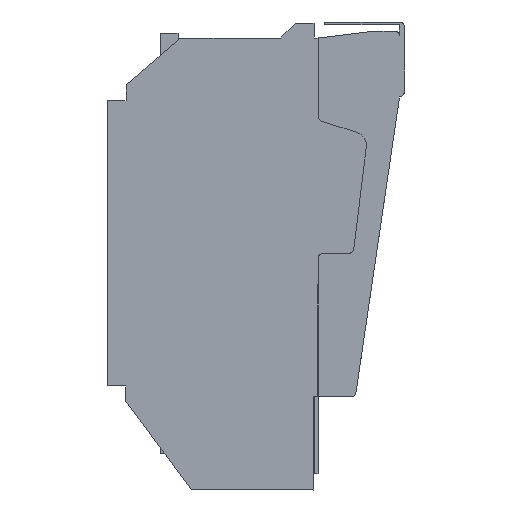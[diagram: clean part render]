
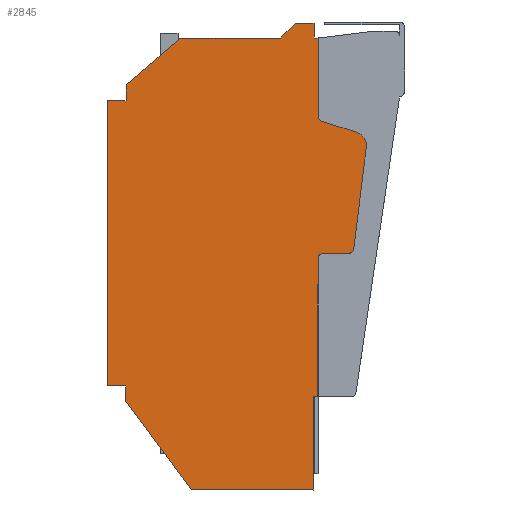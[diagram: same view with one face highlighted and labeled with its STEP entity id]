
A CAD part, front view. The second image highlights one B-rep face of the part: STEP entity #2845.
In plain terms, the highlighted planar face has unit normal (0, -1, 0).
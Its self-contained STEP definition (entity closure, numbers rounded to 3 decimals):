
#143=DIRECTION('',(0.,0.,-1.));
#144=VECTOR('',#143,103.5);
#145=CARTESIAN_POINT('',(158.,-54.,-11.5));
#146=LINE('',#145,#144);
#186=CARTESIAN_POINT('',(162.,-54.,-11.5));
#187=DIRECTION('',(0.,-1.,0.));
#188=DIRECTION('',(0.,0.,1.));
#189=AXIS2_PLACEMENT_3D('',#186,#187,#188);
#652=DIRECTION('',(-1.,0.,0.));
#653=VECTOR('',#652,3.);
#654=CARTESIAN_POINT('',(158.,-54.,-115.));
#655=LINE('',#654,#653);
#789=DIRECTION('',(1.,0.,0.));
#790=VECTOR('',#789,14.);
#791=CARTESIAN_POINT('',(0.,-54.,-107.));
#792=LINE('',#791,#790);
#911=DIRECTION('',(0.,0.,-1.));
#912=VECTOR('',#911,214.);
#913=CARTESIAN_POINT('',(0.,-54.,107.));
#914=LINE('',#913,#912);
#1194=DIRECTION('',(-1.,0.,0.));
#1195=VECTOR('',#1194,14.);
#1196=CARTESIAN_POINT('',(14.,-54.,107.));
#1197=LINE('',#1196,#1195);
#1373=DIRECTION('',(0.,0.,-1.));
#1374=VECTOR('',#1373,58.5);
#1375=CARTESIAN_POINT('',(158.,-54.,154.));
#1376=LINE('',#1375,#1374);
#1409=CARTESIAN_POINT('',(162.,-54.,95.5));
#1410=DIRECTION('',(0.,-1.,0.));
#1411=DIRECTION('',(-1.,0.,0.));
#1412=AXIS2_PLACEMENT_3D('',#1409,#1410,#1411);
#1431=DIRECTION('',(-0.951,0.,0.309));
#1432=VECTOR('',#1431,27.996);
#1433=CARTESIAN_POINT('',(187.39,-54.,83.044));
#1434=LINE('',#1433,#1432);
#1453=CARTESIAN_POINT('',(184.3,-54.,73.534));
#1454=DIRECTION('',(0.,-1.,0.));
#1455=DIRECTION('',(0.993,0.,-0.122));
#1456=AXIS2_PLACEMENT_3D('',#1453,#1454,#1455);
#1475=DIRECTION('',(0.122,0.,0.993));
#1476=VECTOR('',#1475,76.876);
#1477=CARTESIAN_POINT('',(184.857,-54.,-3.987));
#1478=LINE('',#1477,#1476);
#1497=CARTESIAN_POINT('',(180.886,-54.,-3.5));
#1498=DIRECTION('',(0.,-1.,0.));
#1499=DIRECTION('',(0.,0.,-1.));
#1500=AXIS2_PLACEMENT_3D('',#1497,#1498,#1499);
#1519=DIRECTION('',(1.,0.,0.));
#1520=VECTOR('',#1519,18.886);
#1521=CARTESIAN_POINT('',(162.,-54.,-7.5));
#1522=LINE('',#1521,#1520);
#1526=DIRECTION('',(1.,0.,0.));
#1527=VECTOR('',#1526,3.);
#1528=CARTESIAN_POINT('',(155.,-54.,154.));
#1529=LINE('',#1528,#1527);
#1563=DIRECTION('',(0.,0.,-1.));
#1564=VECTOR('',#1563,11.);
#1565=CARTESIAN_POINT('',(155.,-54.,165.));
#1566=LINE('',#1565,#1564);
#1607=DIRECTION('',(1.,0.,0.));
#1608=VECTOR('',#1607,14.);
#1609=CARTESIAN_POINT('',(141.,-54.,165.));
#1610=LINE('',#1609,#1608);
#1628=DIRECTION('',(0.707,0.,0.707));
#1629=VECTOR('',#1628,15.556);
#1630=CARTESIAN_POINT('',(130.,-54.,154.));
#1631=LINE('',#1630,#1629);
#1649=DIRECTION('',(1.,0.,0.));
#1650=VECTOR('',#1649,75.);
#1651=CARTESIAN_POINT('',(55.,-54.,154.));
#1652=LINE('',#1651,#1650);
#1670=DIRECTION('',(0.761,0.,0.649));
#1671=VECTOR('',#1670,53.907);
#1672=CARTESIAN_POINT('',(14.,-54.,119.));
#1673=LINE('',#1672,#1671);
#1684=DIRECTION('',(0.,0.,1.));
#1685=VECTOR('',#1684,12.);
#1686=CARTESIAN_POINT('',(14.,-54.,107.));
#1687=LINE('',#1686,#1685);
#1817=DIRECTION('',(0.,0.,1.));
#1818=VECTOR('',#1817,12.);
#1819=CARTESIAN_POINT('',(14.,-54.,-119.));
#1820=LINE('',#1819,#1818);
#1838=DIRECTION('',(-0.596,0.,0.803));
#1839=VECTOR('',#1838,82.201);
#1840=CARTESIAN_POINT('',(63.,-54.,-185.));
#1841=LINE('',#1840,#1839);
#1852=DIRECTION('',(-1.,0.,0.));
#1853=VECTOR('',#1852,92.);
#1854=CARTESIAN_POINT('',(155.,-54.,-185.));
#1855=LINE('',#1854,#1853);
#1875=DIRECTION('',(0.,0.,-1.));
#1876=VECTOR('',#1875,70.);
#1877=CARTESIAN_POINT('',(155.,-54.,-115.));
#1878=LINE('',#1877,#1876);
#2219=CARTESIAN_POINT('',(158.,-54.,-11.5));
#2220=CARTESIAN_POINT('',(158.,-54.,-115.));
#2221=VERTEX_POINT('',#2219);
#2222=VERTEX_POINT('',#2220);
#2225=CARTESIAN_POINT('',(162.,-54.,-7.5));
#2226=VERTEX_POINT('',#2225);
#2229=CARTESIAN_POINT('',(155.,-54.,-115.));
#2230=VERTEX_POINT('',#2229);
#2235=CARTESIAN_POINT('',(0.,-54.,-107.));
#2236=CARTESIAN_POINT('',(14.,-54.,-107.));
#2237=VERTEX_POINT('',#2235);
#2238=VERTEX_POINT('',#2236);
#2245=CARTESIAN_POINT('',(155.,-54.,-185.));
#2246=VERTEX_POINT('',#2245);
#2247=CARTESIAN_POINT('',(63.,-54.,-185.));
#2248=VERTEX_POINT('',#2247);
#2249=CARTESIAN_POINT('',(14.,-54.,-119.));
#2250=VERTEX_POINT('',#2249);
#2253=CARTESIAN_POINT('',(0.,-54.,107.));
#2254=VERTEX_POINT('',#2253);
#2257=CARTESIAN_POINT('',(14.,-54.,107.));
#2258=VERTEX_POINT('',#2257);
#2263=CARTESIAN_POINT('',(158.,-54.,154.));
#2264=CARTESIAN_POINT('',(158.,-54.,95.5));
#2265=VERTEX_POINT('',#2263);
#2266=VERTEX_POINT('',#2264);
#2269=CARTESIAN_POINT('',(160.764,-54.,91.696));
#2270=VERTEX_POINT('',#2269);
#2273=CARTESIAN_POINT('',(187.39,-54.,83.044));
#2274=VERTEX_POINT('',#2273);
#2277=CARTESIAN_POINT('',(180.886,-54.,-7.5));
#2278=VERTEX_POINT('',#2277);
#2281=CARTESIAN_POINT('',(184.857,-54.,-3.987));
#2282=VERTEX_POINT('',#2281);
#2285=CARTESIAN_POINT('',(194.225,-54.,72.315));
#2286=VERTEX_POINT('',#2285);
#2287=CARTESIAN_POINT('',(14.,-54.,119.));
#2288=VERTEX_POINT('',#2287);
#2289=CARTESIAN_POINT('',(155.,-54.,154.));
#2290=VERTEX_POINT('',#2289);
#2291=CARTESIAN_POINT('',(155.,-54.,165.));
#2292=VERTEX_POINT('',#2291);
#2293=CARTESIAN_POINT('',(130.,-54.,154.));
#2294=CARTESIAN_POINT('',(141.,-54.,165.));
#2295=VERTEX_POINT('',#2293);
#2296=VERTEX_POINT('',#2294);
#2297=CARTESIAN_POINT('',(55.,-54.,154.));
#2298=VERTEX_POINT('',#2297);
#2792=CARTESIAN_POINT('',(223.,-54.,-341.428));
#2793=DIRECTION('',(0.,1.,0.));
#2794=DIRECTION('',(0.,0.,1.));
#2795=AXIS2_PLACEMENT_3D('',#2792,#2793,#2794);
#2796=PLANE('',#2795);
#2797=ORIENTED_EDGE('',*,*,#2320,.T.);
#2799=ORIENTED_EDGE('',*,*,#2798,.T.);
#2801=ORIENTED_EDGE('',*,*,#2800,.T.);
#2803=ORIENTED_EDGE('',*,*,#2802,.T.);
#2805=ORIENTED_EDGE('',*,*,#2804,.T.);
#2807=ORIENTED_EDGE('',*,*,#2806,.T.);
#2809=ORIENTED_EDGE('',*,*,#2808,.F.);
#2811=ORIENTED_EDGE('',*,*,#2810,.F.);
#2813=ORIENTED_EDGE('',*,*,#2812,.F.);
#2815=ORIENTED_EDGE('',*,*,#2814,.T.);
#2817=ORIENTED_EDGE('',*,*,#2816,.T.);
#2819=ORIENTED_EDGE('',*,*,#2818,.T.);
#2821=ORIENTED_EDGE('',*,*,#2820,.T.);
#2823=ORIENTED_EDGE('',*,*,#2822,.T.);
#2825=ORIENTED_EDGE('',*,*,#2824,.T.);
#2827=ORIENTED_EDGE('',*,*,#2826,.T.);
#2829=ORIENTED_EDGE('',*,*,#2828,.T.);
#2831=ORIENTED_EDGE('',*,*,#2830,.T.);
#2833=ORIENTED_EDGE('',*,*,#2832,.F.);
#2835=ORIENTED_EDGE('',*,*,#2834,.F.);
#2837=ORIENTED_EDGE('',*,*,#2836,.F.);
#2839=ORIENTED_EDGE('',*,*,#2838,.F.);
#2841=ORIENTED_EDGE('',*,*,#2840,.F.);
#2842=ORIENTED_EDGE('',*,*,#2400,.T.);
#2843=EDGE_LOOP('',(#2797,#2799,#2801,#2803,#2805,#2807,#2809,#2811,#2813,#2815,
#2817,#2819,#2821,#2823,#2825,#2827,#2829,#2831,#2833,#2835,#2837,#2839,#2841,
#2842));
#2844=FACE_OUTER_BOUND('',#2843,.F.);
#190=CIRCLE('',#189,4.);
#1413=CIRCLE('',#1412,4.);
#1457=CIRCLE('',#1456,10.);
#1501=CIRCLE('',#1500,4.);
#2320=EDGE_CURVE('',#2221,#2222,#146,.T.);
#2400=EDGE_CURVE('',#2226,#2221,#190,.T.);
#2798=EDGE_CURVE('',#2222,#2230,#655,.T.);
#2800=EDGE_CURVE('',#2230,#2246,#1878,.T.);
#2802=EDGE_CURVE('',#2246,#2248,#1855,.T.);
#2804=EDGE_CURVE('',#2248,#2250,#1841,.T.);
#2806=EDGE_CURVE('',#2250,#2238,#1820,.T.);
#2808=EDGE_CURVE('',#2237,#2238,#792,.T.);
#2810=EDGE_CURVE('',#2254,#2237,#914,.T.);
#2812=EDGE_CURVE('',#2258,#2254,#1197,.T.);
#2814=EDGE_CURVE('',#2258,#2288,#1687,.T.);
#2816=EDGE_CURVE('',#2288,#2298,#1673,.T.);
#2818=EDGE_CURVE('',#2298,#2295,#1652,.T.);
#2820=EDGE_CURVE('',#2295,#2296,#1631,.T.);
#2822=EDGE_CURVE('',#2296,#2292,#1610,.T.);
#2824=EDGE_CURVE('',#2292,#2290,#1566,.T.);
#2826=EDGE_CURVE('',#2290,#2265,#1529,.T.);
#2828=EDGE_CURVE('',#2265,#2266,#1376,.T.);
#2830=EDGE_CURVE('',#2266,#2270,#1413,.T.);
#2832=EDGE_CURVE('',#2274,#2270,#1434,.T.);
#2834=EDGE_CURVE('',#2286,#2274,#1457,.T.);
#2836=EDGE_CURVE('',#2282,#2286,#1478,.T.);
#2838=EDGE_CURVE('',#2278,#2282,#1501,.T.);
#2840=EDGE_CURVE('',#2226,#2278,#1522,.T.);
#2845=ADVANCED_FACE('',(#2844),#2796,.F.);
